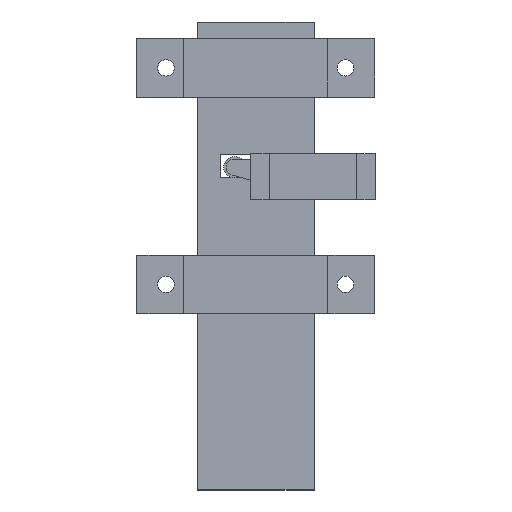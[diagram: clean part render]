
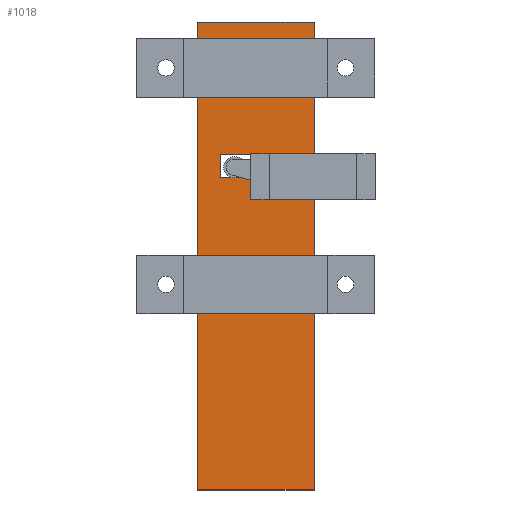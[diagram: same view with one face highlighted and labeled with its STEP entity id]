
A CAD part, top view. The second image highlights one B-rep face of the part: STEP entity #1018.
In plain terms, the highlighted planar face has unit normal (0, 0, 1).
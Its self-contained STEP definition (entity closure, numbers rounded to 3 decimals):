
#88=FACE_BOUND('',#166,.T.);
#106=FACE_OUTER_BOUND('',#165,.T.);
#165=EDGE_LOOP('',(#717,#718,#719,#720));
#166=EDGE_LOOP('',(#721,#722,#723,#724));
#228=LINE('',#1536,#343);
#231=LINE('',#1542,#346);
#234=LINE('',#1548,#349);
#237=LINE('',#1552,#352);
#240=LINE('',#1560,#355);
#243=LINE('',#1566,#358);
#246=LINE('',#1572,#361);
#249=LINE('',#1576,#364);
#343=VECTOR('',#1232,10.);
#346=VECTOR('',#1237,10.);
#349=VECTOR('',#1242,10.);
#352=VECTOR('',#1247,10.);
#355=VECTOR('',#1252,10.);
#358=VECTOR('',#1257,10.);
#361=VECTOR('',#1262,10.);
#364=VECTOR('',#1267,10.);
#458=VERTEX_POINT('',#1533);
#459=VERTEX_POINT('',#1535);
#461=VERTEX_POINT('',#1541);
#463=VERTEX_POINT('',#1547);
#466=VERTEX_POINT('',#1557);
#467=VERTEX_POINT('',#1559);
#469=VERTEX_POINT('',#1565);
#471=VERTEX_POINT('',#1571);
#549=EDGE_CURVE('',#459,#458,#228,.T.);
#552=EDGE_CURVE('',#461,#459,#231,.T.);
#555=EDGE_CURVE('',#463,#461,#234,.T.);
#558=EDGE_CURVE('',#458,#463,#237,.T.);
#561=EDGE_CURVE('',#467,#466,#240,.T.);
#564=EDGE_CURVE('',#469,#467,#243,.T.);
#567=EDGE_CURVE('',#471,#469,#246,.T.);
#570=EDGE_CURVE('',#466,#471,#249,.T.);
#717=ORIENTED_EDGE('',*,*,#570,.T.);
#718=ORIENTED_EDGE('',*,*,#567,.T.);
#719=ORIENTED_EDGE('',*,*,#564,.T.);
#720=ORIENTED_EDGE('',*,*,#561,.T.);
#721=ORIENTED_EDGE('',*,*,#558,.T.);
#722=ORIENTED_EDGE('',*,*,#555,.T.);
#723=ORIENTED_EDGE('',*,*,#552,.T.);
#724=ORIENTED_EDGE('',*,*,#549,.T.);
#969=PLANE('',#1140);
#1018=ADVANCED_FACE('',(#106,#88),#969,.T.);
#1140=AXIS2_PLACEMENT_3D('',#1577,#1268,#1269);
#1232=DIRECTION('',(0.,-1.,0.));
#1237=DIRECTION('',(1.,0.,0.));
#1242=DIRECTION('',(0.,1.,0.));
#1247=DIRECTION('',(-1.,0.,0.));
#1252=DIRECTION('',(0.,-1.,0.));
#1257=DIRECTION('',(-1.,0.,0.));
#1262=DIRECTION('',(0.,1.,0.));
#1267=DIRECTION('',(1.,0.,0.));
#1268=DIRECTION('center_axis',(0.,0.,1.));
#1269=DIRECTION('ref_axis',(1.,0.,0.));
#1533=CARTESIAN_POINT('',(26.,-9.,5.));
#1535=CARTESIAN_POINT('',(26.,9.,5.));
#1536=CARTESIAN_POINT('',(26.,9.,5.));
#1541=CARTESIAN_POINT('',(20.,9.,5.));
#1542=CARTESIAN_POINT('',(20.,9.,5.));
#1547=CARTESIAN_POINT('',(20.,-9.,5.));
#1548=CARTESIAN_POINT('',(20.,-9.,5.));
#1552=CARTESIAN_POINT('',(26.,-9.,5.));
#1557=CARTESIAN_POINT('',(-60.,-15.,5.));
#1559=CARTESIAN_POINT('',(-60.,15.,5.));
#1560=CARTESIAN_POINT('',(-60.,-15.,5.));
#1565=CARTESIAN_POINT('',(60.,15.,5.));
#1566=CARTESIAN_POINT('',(-60.,15.,5.));
#1571=CARTESIAN_POINT('',(60.,-15.,5.));
#1572=CARTESIAN_POINT('',(60.,15.,5.));
#1576=CARTESIAN_POINT('',(60.,-15.,5.));
#1577=CARTESIAN_POINT('Origin',(0.,0.,5.));
